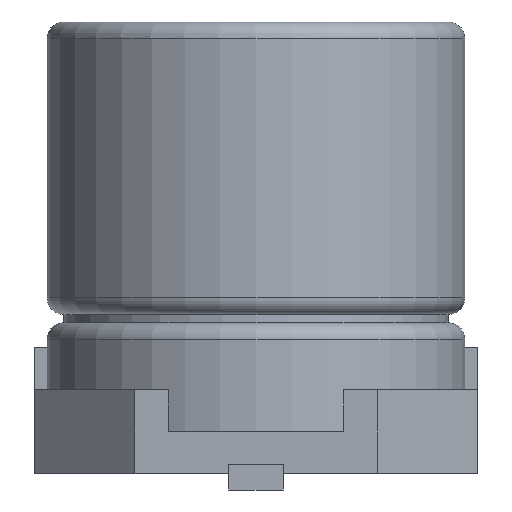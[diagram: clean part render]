
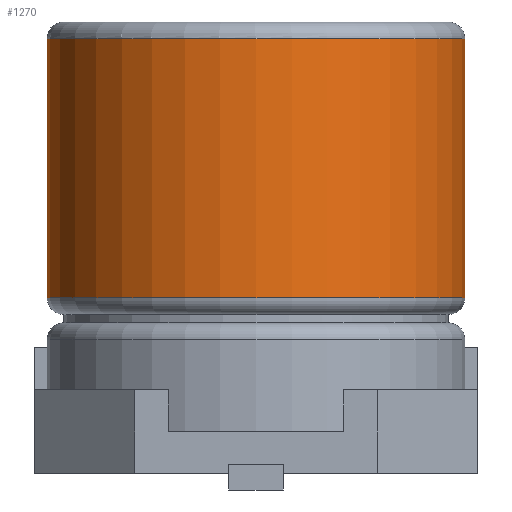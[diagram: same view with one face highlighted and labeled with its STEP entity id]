
A CAD part, front view. The second image highlights one B-rep face of the part: STEP entity #1270.
In plain terms, the highlighted cylindrical face has radius 2.5 mm (diameter 5 mm), a full revolution.
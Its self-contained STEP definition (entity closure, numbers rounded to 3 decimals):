
#1270 = ADVANCED_FACE('',(#1271),#1298,.T.);
#1271 = FACE_BOUND('',#1272,.F.);
#1272 = EDGE_LOOP('',(#1273,#1283,#1290,#1291));
#1273 = ORIENTED_EDGE('',*,*,#1274,.T.);
#1274 = EDGE_CURVE('',#1275,#1277,#1279,.T.);
#1275 = VERTEX_POINT('',#1276);
#1276 = CARTESIAN_POINT('',(2.5,0.,2.099));
#1277 = VERTEX_POINT('',#1278);
#1278 = CARTESIAN_POINT('',(2.5,0.,5.2));
#1279 = LINE('',#1280,#1281);
#1280 = CARTESIAN_POINT('',(2.5,0.,1.9));
#1281 = VECTOR('',#1282,1.);
#1282 = DIRECTION('',(0.,0.,1.));
#1283 = ORIENTED_EDGE('',*,*,#1284,.T.);
#1284 = EDGE_CURVE('',#1277,#1277,#1285,.T.);
#1285 = CIRCLE('',#1286,2.5);
#1286 = AXIS2_PLACEMENT_3D('',#1287,#1288,#1289);
#1287 = CARTESIAN_POINT('',(0.,0.,5.2));
#1288 = DIRECTION('',(0.,0.,1.));
#1289 = DIRECTION('',(1.,0.,0.));
#1290 = ORIENTED_EDGE('',*,*,#1274,.F.);
#1291 = ORIENTED_EDGE('',*,*,#1292,.F.);
#1292 = EDGE_CURVE('',#1275,#1275,#1293,.T.);
#1293 = CIRCLE('',#1294,2.5);
#1294 = AXIS2_PLACEMENT_3D('',#1295,#1296,#1297);
#1295 = CARTESIAN_POINT('',(0.,0.,2.099));
#1296 = DIRECTION('',(0.,0.,1.));
#1297 = DIRECTION('',(1.,0.,0.));
#1298 = CYLINDRICAL_SURFACE('',#1299,2.5);
#1299 = AXIS2_PLACEMENT_3D('',#1300,#1301,#1302);
#1300 = CARTESIAN_POINT('',(0.,0.,1.9));
#1301 = DIRECTION('',(-0.,-0.,-1.));
#1302 = DIRECTION('',(1.,0.,0.));
